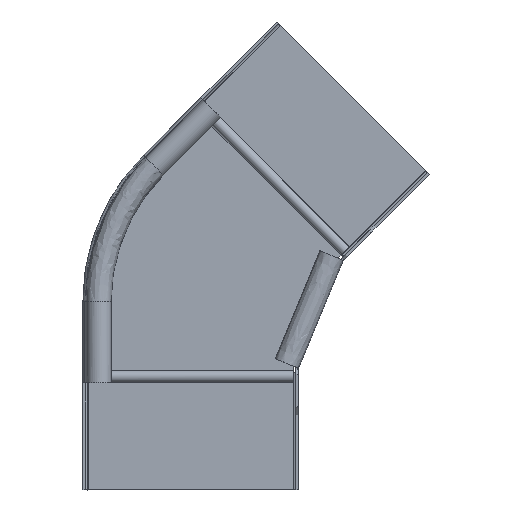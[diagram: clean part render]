
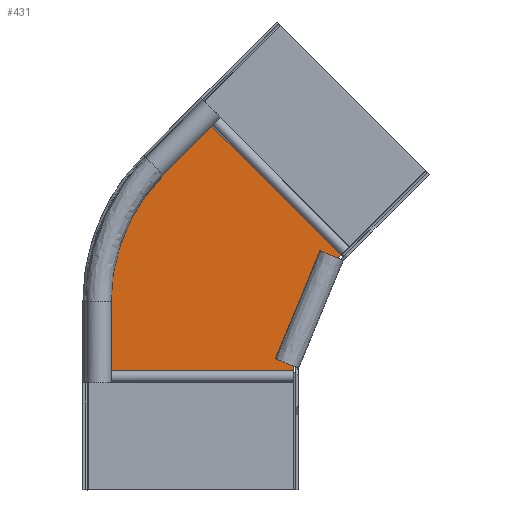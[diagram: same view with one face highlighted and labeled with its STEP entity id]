
A CAD part, top view. The second image highlights one B-rep face of the part: STEP entity #431.
In plain terms, the highlighted planar face has unit normal (0, 0, 1).
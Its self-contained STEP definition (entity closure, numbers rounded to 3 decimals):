
#431=ADVANCED_FACE('',(#809),#6100,.T.);
#809=FACE_OUTER_BOUND('',#1210,.T.);
#1210=EDGE_LOOP('',(#3096,#3097,#3098,#3099,#3100,#3101,#3102,#3103));
#3096=ORIENTED_EDGE('',*,*,#4081,.F.);
#3097=ORIENTED_EDGE('',*,*,#4093,.F.);
#3098=ORIENTED_EDGE('',*,*,#4104,.F.);
#3099=ORIENTED_EDGE('',*,*,#4108,.F.);
#3100=ORIENTED_EDGE('',*,*,#4114,.F.);
#3101=ORIENTED_EDGE('',*,*,#4115,.T.);
#3102=ORIENTED_EDGE('',*,*,#4113,.F.);
#3103=ORIENTED_EDGE('',*,*,#4073,.F.);
#4073=EDGE_CURVE('',#5688,#5687,#5070,.T.);
#4081=EDGE_CURVE('',#5694,#5688,#5072,.T.);
#4093=EDGE_CURVE('',#5704,#5694,#5082,.T.);
#4104=EDGE_CURVE('',#5710,#5704,#5089,.T.);
#4108=EDGE_CURVE('',#5712,#5710,#4280,.T.);
#4113=EDGE_CURVE('',#5687,#5716,#5096,.T.);
#4114=EDGE_CURVE('',#5717,#5712,#5097,.T.);
#4115=EDGE_CURVE('',#5717,#5716,#5098,.T.);
#4280=(
BOUNDED_CURVE()
B_SPLINE_CURVE(2,(#15576,#15577,#15578),.UNSPECIFIED.,.F.,.F.)
B_SPLINE_CURVE_WITH_KNOTS((3,3),(-76.183,0.),.UNSPECIFIED.)
CURVE()
GEOMETRIC_REPRESENTATION_ITEM()
RATIONAL_B_SPLINE_CURVE((1.,0.924,1.))
REPRESENTATION_ITEM('')
);
#5070=B_SPLINE_CURVE_WITH_KNOTS('',1,(#15486,#15487),.UNSPECIFIED.,.F.,
 .F.,(2,2),(-57.822,0.),.UNSPECIFIED.);
#5072=B_SPLINE_CURVE_WITH_KNOTS('',1,(#15512,#15513),.UNSPECIFIED.,.F.,
 .F.,(2,2),(-1.157,0.),.UNSPECIFIED.);
#5082=B_SPLINE_CURVE_WITH_KNOTS('',1,(#15538,#15539),.UNSPECIFIED.,.F.,
 .F.,(2,2),(0.,98.5),.UNSPECIFIED.);
#5089=B_SPLINE_CURVE_WITH_KNOTS('',1,(#15568,#15569),.UNSPECIFIED.,.F.,
 .F.,(2,2),(-33.072,0.),.UNSPECIFIED.);
#5096=B_SPLINE_CURVE_WITH_KNOTS('',1,(#15588,#15589),.UNSPECIFIED.,.F.,
 .F.,(2,2),(-1.157,0.),.UNSPECIFIED.);
#5097=B_SPLINE_CURVE_WITH_KNOTS('',1,(#15590,#15591),.UNSPECIFIED.,.F.,
 .F.,(2,2),(-33.072,0.),.UNSPECIFIED.);
#5098=B_SPLINE_CURVE_WITH_KNOTS('',1,(#15592,#15593),.UNSPECIFIED.,.F.,
 .F.,(2,2),(0.,98.5),.UNSPECIFIED.);
#5687=VERTEX_POINT('',#15425);
#5688=VERTEX_POINT('',#15426);
#5694=VERTEX_POINT('',#15432);
#5704=VERTEX_POINT('',#15442);
#5710=VERTEX_POINT('',#15448);
#5712=VERTEX_POINT('',#15450);
#5716=VERTEX_POINT('',#15454);
#5717=VERTEX_POINT('',#15455);
#6100=PLANE('',#6375);
#6375=AXIS2_PLACEMENT_3D('',#15304,#6615,$);
#6615=DIRECTION('',(0.,0.,1.));
#15304=CARTESIAN_POINT('',(84.341,44.823,1.25));
#15425=CARTESIAN_POINT('',(49.25,58.485,1.25));
#15426=CARTESIAN_POINT('',(71.378,111.906,1.25));
#15432=CARTESIAN_POINT('',(72.196,112.724,1.25));
#15442=CARTESIAN_POINT('',(2.546,182.374,1.25));
#15448=CARTESIAN_POINT('',(-20.84,158.989,1.25));
#15450=CARTESIAN_POINT('',(-49.25,90.4,1.25));
#15454=CARTESIAN_POINT('',(49.25,57.328,1.25));
#15455=CARTESIAN_POINT('',(-49.25,57.328,1.25));
#15486=CARTESIAN_POINT('',(71.378,111.906,1.25));
#15487=CARTESIAN_POINT('',(49.25,58.485,1.25));
#15512=CARTESIAN_POINT('',(72.196,112.724,1.25));
#15513=CARTESIAN_POINT('',(71.378,111.906,1.25));
#15538=CARTESIAN_POINT('',(2.546,182.374,1.25));
#15539=CARTESIAN_POINT('',(72.196,112.724,1.25));
#15568=CARTESIAN_POINT('',(-20.84,158.989,1.25));
#15569=CARTESIAN_POINT('',(2.546,182.374,1.25));
#15576=CARTESIAN_POINT('',(-49.25,90.4,1.25));
#15577=CARTESIAN_POINT('',(-49.25,130.578,1.25));
#15578=CARTESIAN_POINT('',(-20.84,158.989,1.25));
#15588=CARTESIAN_POINT('',(49.25,58.485,1.25));
#15589=CARTESIAN_POINT('',(49.25,57.328,1.25));
#15590=CARTESIAN_POINT('',(-49.25,57.328,1.25));
#15591=CARTESIAN_POINT('',(-49.25,90.4,1.25));
#15592=CARTESIAN_POINT('',(-49.25,57.328,1.25));
#15593=CARTESIAN_POINT('',(49.25,57.328,1.25));
